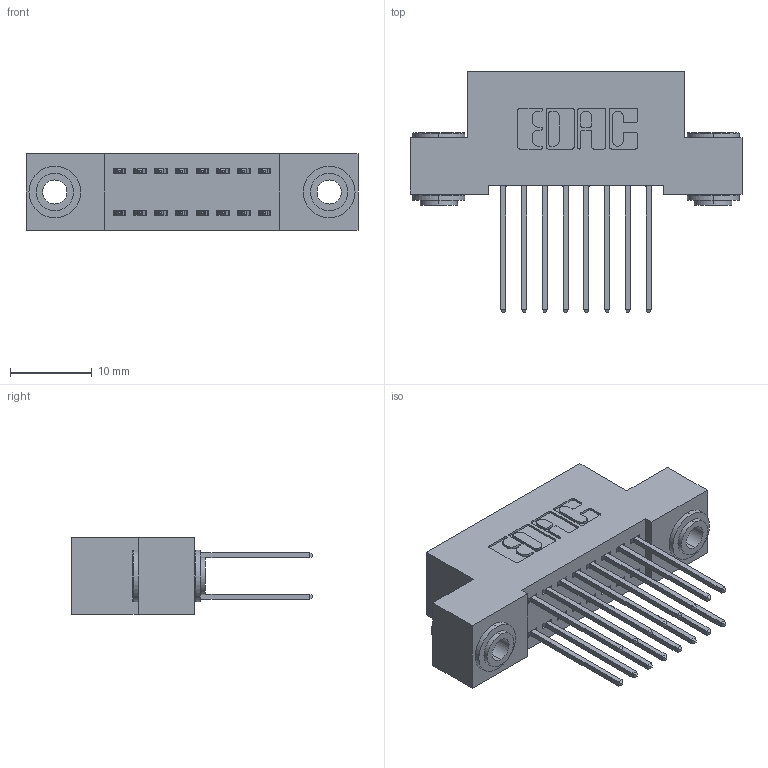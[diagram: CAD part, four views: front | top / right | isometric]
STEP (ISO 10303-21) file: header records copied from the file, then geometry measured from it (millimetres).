
FILE_DESCRIPTION (( 'STEP AP203' ), '1' );
FILE_NAME ('342-016-540-203.STEP', '2018-08-10T19:43:31', ( '' ), ( '' ), 'SwSTEP 2.0', 'SolidWorks 2016', '' );
FILE_SCHEMA (( 'CONFIG_CONTROL_DESIGN' ));
Length unit declared in the file: inch
Products named in the file (4): 342 Part_.156 TH; 345-292-001_345-293-140; 342-250-002_345-250-002-102; 342-016-540-203
Assembly tree (19 placements, depth 2):
  342-016-540-203
    342 Part_.156 TH
    345-292-001_345-293-140  x16
    342-250-002_345-250-002-102  x2
Bounding box: 40.64 x 29.47 x 9.4 mm (x, y, z)
Volume: 3574 mm3; surface area: 5463.6 mm2
Topology: 19 solids, 19 shells, 980 faces, 2855 edges, 1878 vertices
Faces by surface type: plane 652, cylinder 320, cone 8
Entity records: 10080 total; most frequent: CARTESIAN_POINT 1685, ORIENTED_EDGE 1614, DIRECTION 1533, EDGE_CURVE 807, LINE 655, VECTOR 655, VERTEX_POINT 534, AXIS2_PLACEMENT_3D 439
